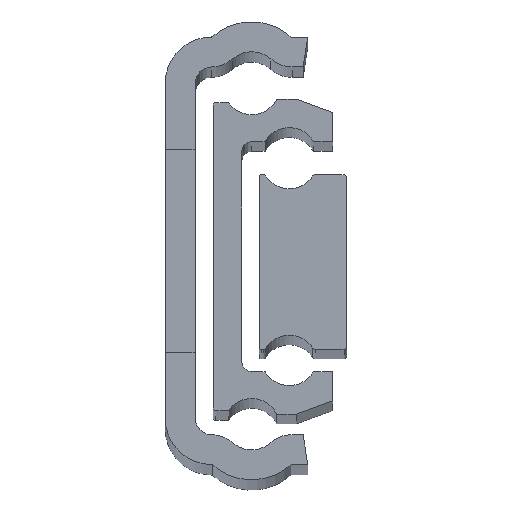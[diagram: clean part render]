
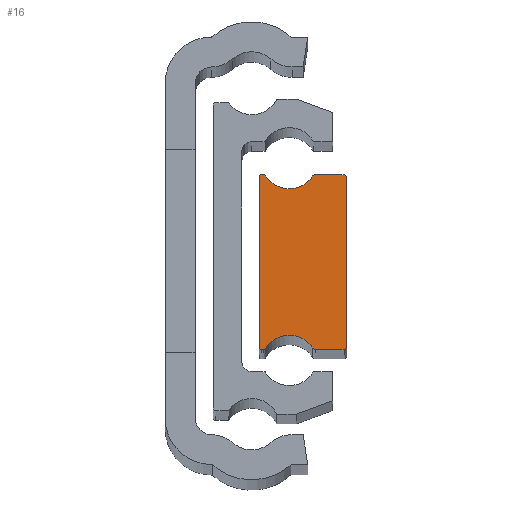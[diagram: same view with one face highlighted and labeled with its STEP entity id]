
A CAD part, top view. The second image highlights one B-rep face of the part: STEP entity #16.
In plain terms, the highlighted face is planar.
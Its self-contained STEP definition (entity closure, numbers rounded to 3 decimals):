
#16 = ADVANCED_FACE ( 'NONE', ( #1983 ), #2702, .F. ) ;
#268 = AXIS2_PLACEMENT_3D ( 'NONE', #2700, #2663, #2660 ) ;
#657 = CIRCLE ( 'NONE', #1631, 0.3 ) ;
#675 = CIRCLE ( 'NONE', #1633, 0.2 ) ;
#689 = LINE ( 'NONE', #971, #690 ) ;
#690 = VECTOR ( 'NONE', #972, 1000. ) ;
#698 = CIRCLE ( 'NONE', #1648, 3.04 ) ;
#699 = LINE ( 'NONE', #981, #700 ) ;
#700 = VECTOR ( 'NONE', #982, 1000. ) ;
#703 = CIRCLE ( 'NONE', #1656, 0.3 ) ;
#708 = LINE ( 'NONE', #994, #709 ) ;
#709 = VECTOR ( 'NONE', #995, 1000. ) ;
#711 = CIRCLE ( 'NONE', #1652, 0.3 ) ;
#722 = CIRCLE ( 'NONE', #1660, 0.3 ) ;
#727 = LINE ( 'NONE', #1031, #734 ) ;
#729 = CIRCLE ( 'NONE', #1657, 3.04 ) ;
#734 = VECTOR ( 'NONE', #1037, 1000. ) ;
#741 = CIRCLE ( 'NONE', #1668, 0.3 ) ;
#748 = CIRCLE ( 'NONE', #1671, 0.3 ) ;
#756 = CIRCLE ( 'NONE', #1676, 0.2 ) ;
#766 = LINE ( 'NONE', #1097, #767 ) ;
#767 = VECTOR ( 'NONE', #1098, 1000. ) ;
#772 = LINE ( 'NONE', #1106, #773 ) ;
#773 = VECTOR ( 'NONE', #1107, 1000. ) ;
#887 = CARTESIAN_POINT ( 'NONE',  ( 19.45, -9.2, 0. ) ) ;
#897 = DIRECTION ( 'NONE',  ( 0., 0., 1. ) ) ;
#898 = DIRECTION ( 'NONE',  ( 1., 0., 0. ) ) ;
#929 = CARTESIAN_POINT ( 'NONE',  ( 10.45, 9.3, 0. ) ) ;
#931 = DIRECTION ( 'NONE',  ( 0., 0., 1. ) ) ;
#932 = DIRECTION ( 'NONE',  ( 1., 0., 0. ) ) ;
#968 = CARTESIAN_POINT ( 'NONE',  ( 13.5, 10.99, 0. ) ) ;
#971 = CARTESIAN_POINT ( 'NONE',  ( 10.45, -9.5, 0. ) ) ;
#972 = DIRECTION ( 'NONE',  ( 1., 0., 0. ) ) ;
#976 = DIRECTION ( 'NONE',  ( 0., 0., -1. ) ) ;
#977 = DIRECTION ( 'NONE',  ( 1., 0., 0. ) ) ;
#981 = CARTESIAN_POINT ( 'NONE',  ( 19.75, -9.2, 0. ) ) ;
#982 = DIRECTION ( 'NONE',  ( 0., 1., 0. ) ) ;
#983 = CARTESIAN_POINT ( 'NONE',  ( 10.68, 9.2, 0. ) ) ;
#985 = DIRECTION ( 'NONE',  ( 0., 0., 1. ) ) ;
#986 = DIRECTION ( 'NONE',  ( 1., 0., 0. ) ) ;
#994 = CARTESIAN_POINT ( 'NONE',  ( 10.25, 9.3, 0. ) ) ;
#995 = DIRECTION ( 'NONE',  ( 0., -1., 0. ) ) ;
#996 = CARTESIAN_POINT ( 'NONE',  ( 19.45, 9.2, 0. ) ) ;
#997 = DIRECTION ( 'NONE',  ( 0., 0., 1. ) ) ;
#998 = DIRECTION ( 'NONE',  ( 1., 0., 0. ) ) ;
#1011 = CARTESIAN_POINT ( 'NONE',  ( 10.68, -9.2, 0. ) ) ;
#1012 = DIRECTION ( 'NONE',  ( 0., 0., 1. ) ) ;
#1013 = DIRECTION ( 'NONE',  ( 1., 0., 0. ) ) ;
#1023 = CARTESIAN_POINT ( 'NONE',  ( 13.5, -10.99, 0. ) ) ;
#1025 = DIRECTION ( 'NONE',  ( 0., 0., -1. ) ) ;
#1026 = DIRECTION ( 'NONE',  ( 1., 0., 0. ) ) ;
#1031 = CARTESIAN_POINT ( 'NONE',  ( 19.45, 9.5, 0. ) ) ;
#1037 = DIRECTION ( 'NONE',  ( -1., 0., 0. ) ) ;
#1044 = CARTESIAN_POINT ( 'NONE',  ( 16.32, -9.2, 0. ) ) ;
#1051 = DIRECTION ( 'NONE',  ( 0., 0., 1. ) ) ;
#1052 = DIRECTION ( 'NONE',  ( 1., 0., 0. ) ) ;
#1053 = CARTESIAN_POINT ( 'NONE',  ( 16.32, 9.2, 0. ) ) ;
#1063 = DIRECTION ( 'NONE',  ( 0., 0., 1. ) ) ;
#1064 = DIRECTION ( 'NONE',  ( 1., 0., 0. ) ) ;
#1074 = CARTESIAN_POINT ( 'NONE',  ( 10.45, -9.3, 0. ) ) ;
#1080 = DIRECTION ( 'NONE',  ( 0., 0., 1. ) ) ;
#1081 = DIRECTION ( 'NONE',  ( 1., 0., 0. ) ) ;
#1097 = CARTESIAN_POINT ( 'NONE',  ( 16.32, -9.5, 0. ) ) ;
#1098 = DIRECTION ( 'NONE',  ( 1., 0., 0. ) ) ;
#1106 = CARTESIAN_POINT ( 'NONE',  ( 10.68, 9.5, 0. ) ) ;
#1107 = DIRECTION ( 'NONE',  ( -1., 0., 0. ) ) ;
#1128 = CARTESIAN_POINT ( 'NONE',  ( 10.25, 9.3, 0. ) ) ;
#1131 = CARTESIAN_POINT ( 'NONE',  ( 16.067, 9.361, 0. ) ) ;
#1135 = CARTESIAN_POINT ( 'NONE',  ( 10.933, 9.361, 0. ) ) ;
#1140 = CARTESIAN_POINT ( 'NONE',  ( 10.68, -9.5, 0. ) ) ;
#1152 = CARTESIAN_POINT ( 'NONE',  ( 19.45, 9.5, 0. ) ) ;
#1207 = CARTESIAN_POINT ( 'NONE',  ( 10.68, 9.5, 0. ) ) ;
#1224 = CARTESIAN_POINT ( 'NONE',  ( 16.067, -9.361, 0. ) ) ;
#1228 = CARTESIAN_POINT ( 'NONE',  ( 10.45, 9.5, 0. ) ) ;
#1235 = CARTESIAN_POINT ( 'NONE',  ( 19.45, -9.5, 0. ) ) ;
#1239 = CARTESIAN_POINT ( 'NONE',  ( 16.32, -9.5, 0. ) ) ;
#1247 = CARTESIAN_POINT ( 'NONE',  ( 16.32, 9.5, 0. ) ) ;
#1254 = CARTESIAN_POINT ( 'NONE',  ( 10.45, -9.5, 0. ) ) ;
#1257 = CARTESIAN_POINT ( 'NONE',  ( 10.933, -9.361, 0. ) ) ;
#1263 = CARTESIAN_POINT ( 'NONE',  ( 10.25, -9.3, 0. ) ) ;
#1265 = CARTESIAN_POINT ( 'NONE',  ( 19.75, 9.2, 0. ) ) ;
#1281 = CARTESIAN_POINT ( 'NONE',  ( 19.75, -9.2, 0. ) ) ;
#1599 = EDGE_CURVE ( 'NONE', #2250, #2418, #657, .T. ) ;
#1613 = EDGE_CURVE ( 'NONE', #2241, #2070, #675, .T. ) ;
#1631 = AXIS2_PLACEMENT_3D ( 'NONE', #887, #897, #898 ) ;
#1633 = AXIS2_PLACEMENT_3D ( 'NONE', #929, #931, #932 ) ;
#1648 = AXIS2_PLACEMENT_3D ( 'NONE', #968, #976, #977 ) ;
#1652 = AXIS2_PLACEMENT_3D ( 'NONE', #996, #997, #998 ) ;
#1656 = AXIS2_PLACEMENT_3D ( 'NONE', #983, #985, #986 ) ;
#1657 = AXIS2_PLACEMENT_3D ( 'NONE', #1023, #1025, #1026 ) ;
#1660 = AXIS2_PLACEMENT_3D ( 'NONE', #1011, #1012, #1013 ) ;
#1668 = AXIS2_PLACEMENT_3D ( 'NONE', #1044, #1051, #1052 ) ;
#1671 = AXIS2_PLACEMENT_3D ( 'NONE', #1053, #1063, #1064 ) ;
#1676 = AXIS2_PLACEMENT_3D ( 'NONE', #1074, #1080, #1081 ) ;
#1790 = EDGE_CURVE ( 'NONE', #2298, #2082, #689, .T. ) ;
#1792 = EDGE_CURVE ( 'NONE', #2073, #2077, #698, .T. ) ;
#1795 = EDGE_CURVE ( 'NONE', #2418, #2401, #699, .T. ) ;
#1797 = EDGE_CURVE ( 'NONE', #2077, #2194, #703, .T. ) ;
#1801 = EDGE_CURVE ( 'NONE', #2070, #2399, #708, .T. ) ;
#1802 = EDGE_CURVE ( 'NONE', #2401, #2102, #711, .T. ) ;
#1808 = EDGE_CURVE ( 'NONE', #2082, #2320, #722, .T. ) ;
#1813 = EDGE_CURVE ( 'NONE', #2320, #2223, #729, .T. ) ;
#1818 = EDGE_CURVE ( 'NONE', #2102, #2275, #727, .T. ) ;
#1823 = EDGE_CURVE ( 'NONE', #2223, #2259, #741, .T. ) ;
#1828 = EDGE_CURVE ( 'NONE', #2275, #2073, #748, .T. ) ;
#1834 = EDGE_CURVE ( 'NONE', #2399, #2298, #756, .T. ) ;
#1842 = EDGE_CURVE ( 'NONE', #2259, #2250, #766, .T. ) ;
#1846 = EDGE_CURVE ( 'NONE', #2194, #2241, #772, .T. ) ;
#1860 = EDGE_LOOP ( 'NONE', ( #2907, #3239, #3226, #3387, #3388, #3357, #3337, #3338, #3306, #2872, #2893, #2906, #3233, #3156, #3157, #3158 ) ) ;
#1983 = FACE_OUTER_BOUND ( 'NONE', #1860, .T. ) ;
#2070 = VERTEX_POINT ( 'NONE', #1128 ) ;
#2073 = VERTEX_POINT ( 'NONE', #1131 ) ;
#2077 = VERTEX_POINT ( 'NONE', #1135 ) ;
#2082 = VERTEX_POINT ( 'NONE', #1140 ) ;
#2102 = VERTEX_POINT ( 'NONE', #1152 ) ;
#2194 = VERTEX_POINT ( 'NONE', #1207 ) ;
#2223 = VERTEX_POINT ( 'NONE', #1224 ) ;
#2241 = VERTEX_POINT ( 'NONE', #1228 ) ;
#2250 = VERTEX_POINT ( 'NONE', #1235 ) ;
#2259 = VERTEX_POINT ( 'NONE', #1239 ) ;
#2275 = VERTEX_POINT ( 'NONE', #1247 ) ;
#2298 = VERTEX_POINT ( 'NONE', #1254 ) ;
#2320 = VERTEX_POINT ( 'NONE', #1257 ) ;
#2399 = VERTEX_POINT ( 'NONE', #1263 ) ;
#2401 = VERTEX_POINT ( 'NONE', #1265 ) ;
#2418 = VERTEX_POINT ( 'NONE', #1281 ) ;
#2660 = DIRECTION ( 'NONE',  ( 1., 0., 0. ) ) ;
#2663 = DIRECTION ( 'NONE',  ( 0., 0., 1. ) ) ;
#2700 = CARTESIAN_POINT ( 'NONE',  ( 19.45, 9.2, 0. ) ) ;
#2702 = PLANE ( 'NONE',  #268 ) ;
#2872 = ORIENTED_EDGE ( 'NONE', *, *, #1801, .F. ) ;
#2893 = ORIENTED_EDGE ( 'NONE', *, *, #1613, .F. ) ;
#2906 = ORIENTED_EDGE ( 'NONE', *, *, #1846, .F. ) ;
#2907 = ORIENTED_EDGE ( 'NONE', *, *, #1802, .F. ) ;
#3156 = ORIENTED_EDGE ( 'NONE', *, *, #1792, .F. ) ;
#3157 = ORIENTED_EDGE ( 'NONE', *, *, #1828, .F. ) ;
#3158 = ORIENTED_EDGE ( 'NONE', *, *, #1818, .F. ) ;
#3226 = ORIENTED_EDGE ( 'NONE', *, *, #1599, .F. ) ;
#3233 = ORIENTED_EDGE ( 'NONE', *, *, #1797, .F. ) ;
#3239 = ORIENTED_EDGE ( 'NONE', *, *, #1795, .F. ) ;
#3306 = ORIENTED_EDGE ( 'NONE', *, *, #1834, .F. ) ;
#3337 = ORIENTED_EDGE ( 'NONE', *, *, #1808, .F. ) ;
#3338 = ORIENTED_EDGE ( 'NONE', *, *, #1790, .F. ) ;
#3357 = ORIENTED_EDGE ( 'NONE', *, *, #1813, .F. ) ;
#3387 = ORIENTED_EDGE ( 'NONE', *, *, #1842, .F. ) ;
#3388 = ORIENTED_EDGE ( 'NONE', *, *, #1823, .F. ) ;
